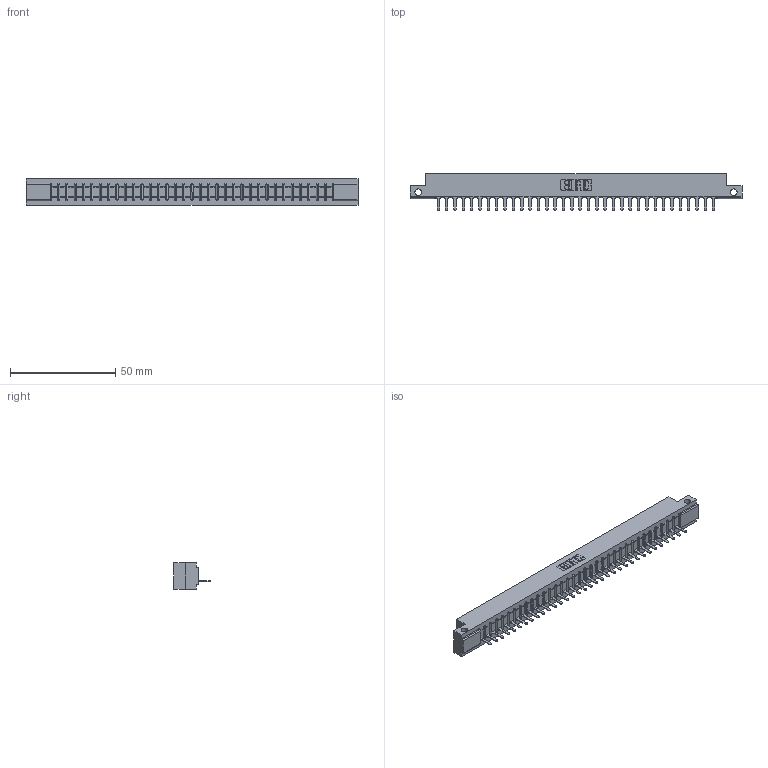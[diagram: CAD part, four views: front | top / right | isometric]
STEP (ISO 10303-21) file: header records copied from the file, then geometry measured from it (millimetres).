
FILE_DESCRIPTION (( 'STEP AP203' ), '1' );
FILE_NAME ('357-034-525-112.STEP', '2019-09-14T06:14:25', ( '' ), ( '' ), 'SwSTEP 2.0', 'SolidWorks 2016', '' );
FILE_SCHEMA (( 'CONFIG_CONTROL_DESIGN' ));
Length unit declared in the file: inch
Products named in the file (3): 307 Part_.128 Dia Side Mounting Holes; 307-290-001_525; 357-034-525-112
Assembly tree (35 placements, depth 2):
  357-034-525-112
    307 Part_.128 Dia Side Mounting Holes
    307-290-001_525  x34
Bounding box: 157.73 x 17.42 x 12.7 mm (x, y, z)
Volume: 16160.6 mm3; surface area: 16772.3 mm2
Topology: 35 solids, 35 shells, 2057 faces, 5831 edges, 3746 vertices
Faces by surface type: plane 1328, cylinder 659, sphere 70
Entity records: 30104 total; most frequent: CARTESIAN_POINT 5068, ORIENTED_EDGE 5054, DIRECTION 4933, EDGE_CURVE 2527, LINE 1935, VECTOR 1935, VERTEX_POINT 1634, AXIS2_PLACEMENT_3D 1499
